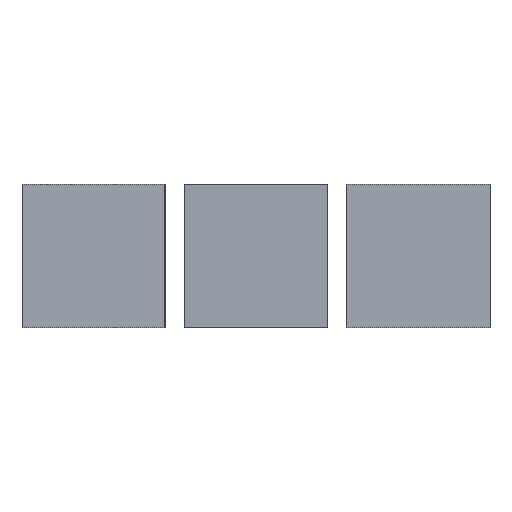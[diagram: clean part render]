
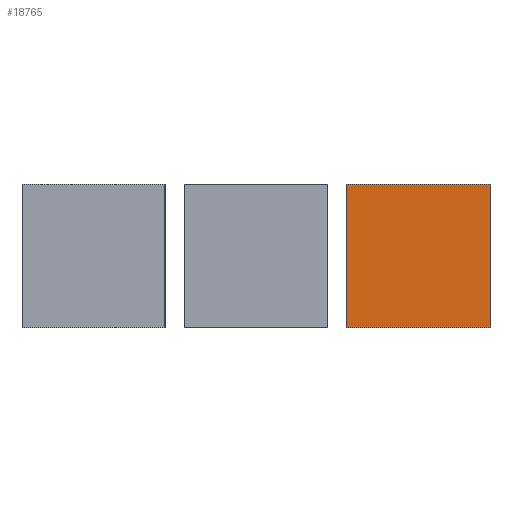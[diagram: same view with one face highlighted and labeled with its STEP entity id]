
A CAD part, left-side view. The second image highlights one B-rep face of the part: STEP entity #18765.
In plain terms, the highlighted planar face has unit normal (-1, 0, 0).
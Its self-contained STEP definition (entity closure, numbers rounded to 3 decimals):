
#18367=CARTESIAN_POINT('',(-6.6,-23.4,13.2));
#18368=VERTEX_POINT('',#18367);
#18375=CARTESIAN_POINT('',(-6.6,-36.6,13.2));
#18376=VERTEX_POINT('',#18375);
#18377=CARTESIAN_POINT('',(-6.6,-36.6,13.2));
#18378=DIRECTION('',(0.,1.,0.));
#18379=VECTOR('',#18378,13.2);
#18380=LINE('',#18377,#18379);
#18381=EDGE_CURVE('',#18376,#18368,#18380,.T.);
#18723=CARTESIAN_POINT('',(-6.6,-23.4,0.));
#18724=VERTEX_POINT('',#18723);
#18731=CARTESIAN_POINT('',(-6.6,-23.4,13.2));
#18732=DIRECTION('',(0.,0.,-1.));
#18733=VECTOR('',#18732,13.2);
#18734=LINE('',#18731,#18733);
#18735=EDGE_CURVE('',#18368,#18724,#18734,.T.);
#18742=CARTESIAN_POINT('',(-6.6,-30.,13.2));
#18743=DIRECTION('',(-1.,0.,0.));
#18744=DIRECTION('',(0.,0.,1.));
#18745=AXIS2_PLACEMENT_3D('',#18742,#18743,#18744);
#18746=PLANE('',#18745);
#18747=CARTESIAN_POINT('',(-6.6,-36.6,0.));
#18748=VERTEX_POINT('',#18747);
#18749=CARTESIAN_POINT('',(-6.6,-36.6,0.));
#18750=DIRECTION('',(0.,1.,0.));
#18751=VECTOR('',#18750,13.2);
#18752=LINE('',#18749,#18751);
#18753=EDGE_CURVE('',#18748,#18724,#18752,.T.);
#18754=ORIENTED_EDGE('',*,*,#18753,.F.);
#18755=CARTESIAN_POINT('',(-6.6,-36.6,13.2));
#18756=DIRECTION('',(0.,0.,-1.));
#18757=VECTOR('',#18756,13.2);
#18758=LINE('',#18755,#18757);
#18759=EDGE_CURVE('',#18376,#18748,#18758,.T.);
#18760=ORIENTED_EDGE('',*,*,#18759,.F.);
#18761=ORIENTED_EDGE('',*,*,#18381,.T.);
#18762=ORIENTED_EDGE('',*,*,#18735,.T.);
#18763=EDGE_LOOP('',(#18754,#18760,#18761,#18762));
#18764=FACE_BOUND('',#18763,.T.);
#18765=ADVANCED_FACE('',(#18764),#18746,.T.);
